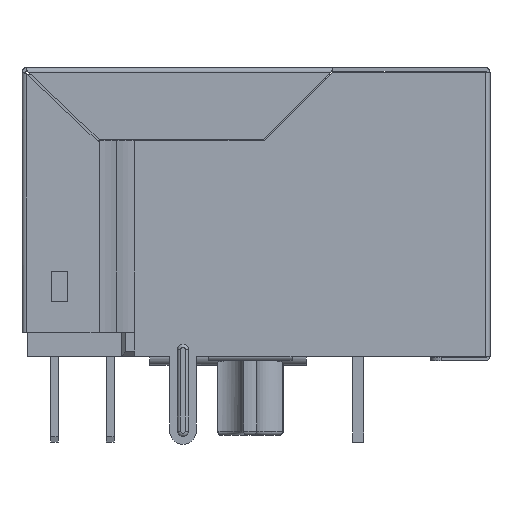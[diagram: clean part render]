
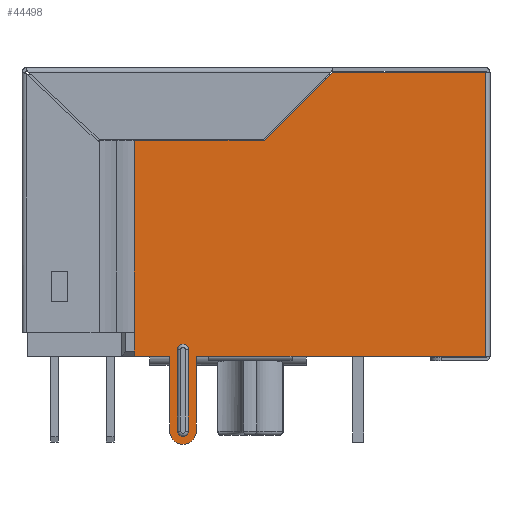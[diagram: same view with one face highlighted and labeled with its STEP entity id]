
A CAD part, left-side view. The second image highlights one B-rep face of the part: STEP entity #44498.
In plain terms, the highlighted planar face has unit normal (-1, 0, 0).
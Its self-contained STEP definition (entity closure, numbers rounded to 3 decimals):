
#1355=CIRCLE('',#46638,0.25);
#1359=CIRCLE('',#46648,0.25);
#1360=CIRCLE('',#46649,0.6);
#10692=ORIENTED_EDGE('',*,*,#15709,.T.);
#10693=ORIENTED_EDGE('',*,*,#15698,.F.);
#10694=ORIENTED_EDGE('',*,*,#15697,.F.);
#10695=ORIENTED_EDGE('',*,*,#15704,.F.);
#10696=ORIENTED_EDGE('',*,*,#15705,.F.);
#10697=ORIENTED_EDGE('',*,*,#15114,.T.);
#10698=ORIENTED_EDGE('',*,*,#15154,.T.);
#10699=ORIENTED_EDGE('',*,*,#15145,.T.);
#10700=ORIENTED_EDGE('',*,*,#15156,.T.);
#10701=ORIENTED_EDGE('',*,*,#15140,.T.);
#10702=ORIENTED_EDGE('',*,*,#15137,.T.);
#10703=ORIENTED_EDGE('',*,*,#15135,.T.);
#10704=ORIENTED_EDGE('',*,*,#15158,.T.);
#10705=ORIENTED_EDGE('',*,*,#15119,.T.);
#10706=ORIENTED_EDGE('',*,*,#15116,.T.);
#10707=ORIENTED_EDGE('',*,*,#15707,.F.);
#10708=ORIENTED_EDGE('',*,*,#15710,.F.);
#15114=EDGE_CURVE('',#18449,#18450,#22234,.T.);
#15116=EDGE_CURVE('',#18452,#18451,#22236,.T.);
#15119=EDGE_CURVE('',#18453,#18452,#22239,.T.);
#15135=EDGE_CURVE('',#18460,#18466,#22248,.T.);
#15137=EDGE_CURVE('',#18467,#18460,#22250,.T.);
#15140=EDGE_CURVE('',#18470,#18467,#22252,.T.);
#15145=EDGE_CURVE('',#18474,#18473,#22254,.T.);
#15154=EDGE_CURVE('',#18450,#18474,#22261,.T.);
#15156=EDGE_CURVE('',#18473,#18470,#22263,.T.);
#15158=EDGE_CURVE('',#18466,#18453,#22264,.T.);
#15697=EDGE_CURVE('',#18809,#18806,#1355,.T.);
#15698=EDGE_CURVE('',#18806,#18810,#22624,.T.);
#15704=EDGE_CURVE('',#18813,#18809,#22627,.T.);
#15705=EDGE_CURVE('',#18449,#18814,#22628,.T.);
#15707=EDGE_CURVE('',#18815,#18451,#22630,.T.);
#15709=EDGE_CURVE('',#18813,#18810,#1359,.T.);
#15710=EDGE_CURVE('',#18814,#18815,#1360,.T.);
#18449=VERTEX_POINT('',#65243);
#18450=VERTEX_POINT('',#65245);
#18451=VERTEX_POINT('',#65249);
#18452=VERTEX_POINT('',#65251);
#18453=VERTEX_POINT('',#65255);
#18460=VERTEX_POINT('',#65275);
#18466=VERTEX_POINT('',#65287);
#18467=VERTEX_POINT('',#65291);
#18470=VERTEX_POINT('',#65299);
#18473=VERTEX_POINT('',#65308);
#18474=VERTEX_POINT('',#65310);
#18806=VERTEX_POINT('',#66680);
#18809=VERTEX_POINT('',#66685);
#18810=VERTEX_POINT('',#66689);
#18813=VERTEX_POINT('',#66699);
#18814=VERTEX_POINT('',#66703);
#18815=VERTEX_POINT('',#66707);
#22234=LINE('',#65246,#26049);
#22236=LINE('',#65250,#26051);
#22239=LINE('',#65256,#26054);
#22248=LINE('',#65288,#26063);
#22250=LINE('',#65292,#26065);
#22252=LINE('',#65298,#26067);
#22254=LINE('',#65309,#26069);
#22261=LINE('',#65325,#26076);
#22263=LINE('',#65328,#26078);
#22264=LINE('',#65332,#26079);
#22624=LINE('',#66688,#26439);
#22627=LINE('',#66700,#26442);
#22628=LINE('',#66702,#26443);
#22630=LINE('',#66706,#26445);
#26049=VECTOR('',#53588,1000.);
#26051=VECTOR('',#53592,1000.);
#26054=VECTOR('',#53597,1000.);
#26063=VECTOR('',#53626,1000.);
#26065=VECTOR('',#53630,1000.);
#26067=VECTOR('',#53636,1000.);
#26069=VECTOR('',#53648,1000.);
#26076=VECTOR('',#53663,1000.);
#26078=VECTOR('',#53667,1000.);
#26079=VECTOR('',#53672,1000.);
#26439=VECTOR('',#54716,1000.);
#26442=VECTOR('',#54729,1000.);
#26443=VECTOR('',#54732,1000.);
#26445=VECTOR('',#54736,1000.);
#28130=EDGE_LOOP('',(#10692,#10693,#10694,#10695));
#28131=EDGE_LOOP('',(#10696,#10697,#10698,#10699,#10700,#10701,#10702,#10703,
#10704,#10705,#10706,#10707,#10708));
#29841=FACE_BOUND('',#28130,.T.);
#29842=FACE_BOUND('',#28131,.T.);
#31185=PLANE('',#46647);
#44498=ADVANCED_FACE('',(#29841,#29842),#31185,.T.);
#46638=AXIS2_PLACEMENT_3D('',#66686,#54712,#54713);
#46647=AXIS2_PLACEMENT_3D('',#66709,#54738,#54739);
#46648=AXIS2_PLACEMENT_3D('',#66710,#54740,#54741);
#46649=AXIS2_PLACEMENT_3D('',#66711,#54742,#54743);
#53588=DIRECTION('',(0.,-1.,0.));
#53592=DIRECTION('',(0.,-1.,0.));
#53597=DIRECTION('',(0.,0.,-1.));
#53626=DIRECTION('',(0.,1.,0.));
#53630=DIRECTION('',(0.,0.707,-0.707));
#53636=DIRECTION('',(0.,1.,0.));
#53648=DIRECTION('',(0.,-1.,0.));
#53663=DIRECTION('',(0.,-1.,0.));
#53667=DIRECTION('',(0.,0.,1.));
#53672=DIRECTION('',(0.,0.,-1.));
#54712=DIRECTION('',(-1.,0.,0.));
#54713=DIRECTION('',(0.,0.,1.));
#54716=DIRECTION('',(0.,0.,-1.));
#54729=DIRECTION('',(0.,0.,1.));
#54732=DIRECTION('',(0.,0.,-1.));
#54736=DIRECTION('',(0.,0.,1.));
#54738=DIRECTION('',(-1.,0.,0.));
#54739=DIRECTION('',(0.,1.,0.));
#54740=DIRECTION('',(1.,0.,0.));
#54741=DIRECTION('',(0.,1.,0.));
#54742=DIRECTION('',(1.,0.,0.));
#54743=DIRECTION('',(0.,-1.,0.));
#65243=CARTESIAN_POINT('',(-8.,2.625,-6.4));
#65245=CARTESIAN_POINT('',(-8.,2.075,-6.4));
#65246=CARTESIAN_POINT('',(-8.,5.435,-6.4));
#65249=CARTESIAN_POINT('',(-8.,3.825,-6.4));
#65250=CARTESIAN_POINT('',(-8.,5.435,-6.4));
#65251=CARTESIAN_POINT('',(-8.,5.435,-6.4));
#65255=CARTESIAN_POINT('',(-8.,5.435,-5.314));
#65256=CARTESIAN_POINT('',(-8.,5.435,6.5));
#65275=CARTESIAN_POINT('',(-8.,-0.465,3.4));
#65287=CARTESIAN_POINT('',(-8.,5.435,3.4));
#65288=CARTESIAN_POINT('',(-8.,-0.09,3.4));
#65291=CARTESIAN_POINT('',(-8.,-3.565,6.5));
#65292=CARTESIAN_POINT('',(-8.,1.398,1.538));
#65298=CARTESIAN_POINT('',(-8.,-10.593,6.5));
#65299=CARTESIAN_POINT('',(-8.,-10.515,6.5));
#65308=CARTESIAN_POINT('',(-8.,-10.515,-6.4));
#65309=CARTESIAN_POINT('',(-8.,5.435,-6.4));
#65310=CARTESIAN_POINT('',(-8.,-1.725,-6.4));
#65325=CARTESIAN_POINT('',(-8.,2.075,-6.4));
#65328=CARTESIAN_POINT('',(-8.,-10.515,-6.4));
#65332=CARTESIAN_POINT('',(-8.,5.435,6.5));
#66680=CARTESIAN_POINT('',(-8.,3.475,-6.1));
#66685=CARTESIAN_POINT('',(-8.,2.975,-6.1));
#66686=CARTESIAN_POINT('',(-8.,3.225,-6.1));
#66688=CARTESIAN_POINT('',(-8.,3.475,0.05));
#66689=CARTESIAN_POINT('',(-8.,3.475,-9.8));
#66699=CARTESIAN_POINT('',(-8.,2.975,-9.8));
#66700=CARTESIAN_POINT('',(-8.,2.975,0.05));
#66702=CARTESIAN_POINT('',(-8.,2.625,-6.4));
#66703=CARTESIAN_POINT('',(-8.,2.625,-9.8));
#66706=CARTESIAN_POINT('',(-8.,3.825,-9.8));
#66707=CARTESIAN_POINT('',(-8.,3.825,-9.8));
#66709=CARTESIAN_POINT('',(-8.,-0.09,0.05));
#66710=CARTESIAN_POINT('',(-8.,3.225,-9.8));
#66711=CARTESIAN_POINT('',(-8.,3.225,-9.8));
